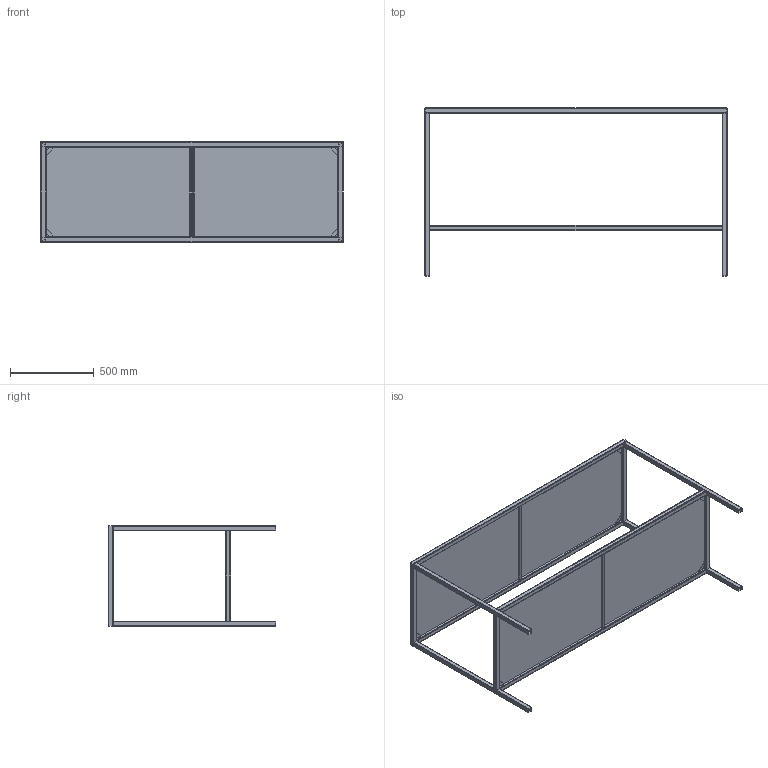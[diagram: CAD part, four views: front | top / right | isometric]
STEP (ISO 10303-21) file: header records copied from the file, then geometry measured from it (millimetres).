
FILE_DESCRIPTION (( 'STEP AP203' ), '1' );
FILE_NAME ('Workbench.STEP', '2019-12-26T21:51:57', ( '' ), ( '' ), 'SwSTEP 2.0', 'SolidWorks 2016', '' );
FILE_SCHEMA (( 'CONFIG_CONTROL_DESIGN' ));
Length unit declared in the file: millimetre
Products named in the file (1): Workbench
Bounding box: 1800 x 1000 x 600 mm (x, y, z)
Volume: 30795429.7 mm3; surface area: 6762702.3 mm2
Topology: 24 solids, 24 shells, 294 faces, 738 edges, 492 vertices
Faces by surface type: plane 192, cylinder 102
Entity records: 8821 total; most frequent: CARTESIAN_POINT 1717, ORIENTED_EDGE 1476, DIRECTION 1404, EDGE_CURVE 738, LINE 534, VECTOR 534, VERTEX_POINT 492, AXIS2_PLACEMENT_3D 435
